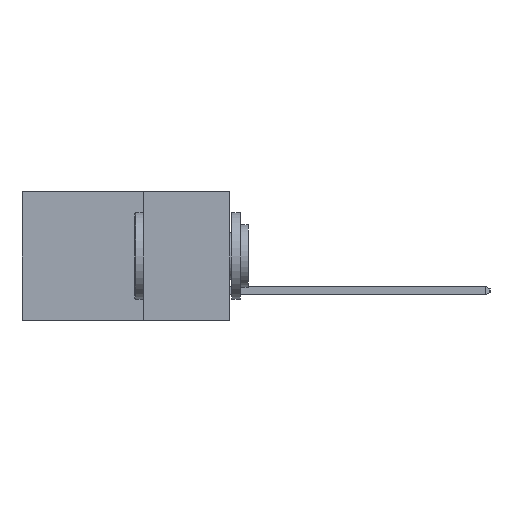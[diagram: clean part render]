
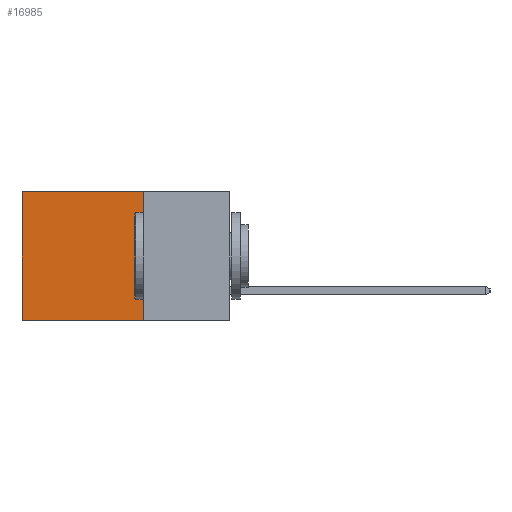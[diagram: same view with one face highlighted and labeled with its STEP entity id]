
A CAD part, left-side view. The second image highlights one B-rep face of the part: STEP entity #16985.
In plain terms, the highlighted planar face has unit normal (-1, 0, 0).
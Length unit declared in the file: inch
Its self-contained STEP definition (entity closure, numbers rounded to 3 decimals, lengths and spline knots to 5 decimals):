
#148 = VERTEX_POINT ( 'NONE', #1508 ) ;
#849 = EDGE_CURVE ( 'NONE', #16899, #148, #14185, .T. ) ;
#1042 = ORIENTED_EDGE ( 'NONE', *, *, #849, .F. ) ;
#1508 = CARTESIAN_POINT ( 'NONE',  ( 0.2615, 0.6, -0.37 ) ) ;
#1509 = LINE ( 'NONE', #17340, #8760 ) ;
#2548 = ORIENTED_EDGE ( 'NONE', *, *, #18447, .T. ) ;
#2662 = PLANE ( 'NONE',  #11490 ) ;
#2867 = VERTEX_POINT ( 'NONE', #10705 ) ;
#5832 = CARTESIAN_POINT ( 'NONE',  ( 0.2615, 0.25, -0.37 ) ) ;
#6506 = CARTESIAN_POINT ( 'NONE',  ( 0.2615, 0.25, -0.37 ) ) ;
#6644 = ORIENTED_EDGE ( 'NONE', *, *, #6783, .F. ) ;
#6783 = EDGE_CURVE ( 'NONE', #2867, #16899, #13078, .T. ) ;
#7370 = DIRECTION ( 'NONE',  ( 0., 0., -1. ) ) ;
#8606 = CARTESIAN_POINT ( 'NONE',  ( 0.2615, 0.25, -0.37 ) ) ;
#8760 = VECTOR ( 'NONE', #10247, 39.37008 ) ;
#9189 = VECTOR ( 'NONE', #16616, 39.37008 ) ;
#9915 = EDGE_CURVE ( 'NONE', #12442, #148, #1509, .T. ) ;
#10247 = DIRECTION ( 'NONE',  ( 0., 0., -1. ) ) ;
#10321 = EDGE_LOOP ( 'NONE', ( #15907, #1042, #6644, #2548 ) ) ;
#10333 = VECTOR ( 'NONE', #13261, 39.37008 ) ;
#10557 = VECTOR ( 'NONE', #14604, 39.37008 ) ;
#10705 = CARTESIAN_POINT ( 'NONE',  ( 0.2615, 0.25, 0. ) ) ;
#11490 = AXIS2_PLACEMENT_3D ( 'NONE', #5832, #16063, #7370 ) ;
#12442 = VERTEX_POINT ( 'NONE', #13554 ) ;
#13078 = LINE ( 'NONE', #15661, #9189 ) ;
#13179 = CARTESIAN_POINT ( 'NONE',  ( 0.2615, 0.25, 0. ) ) ;
#13261 = DIRECTION ( 'NONE',  ( 0., 1., 0. ) ) ;
#13554 = CARTESIAN_POINT ( 'NONE',  ( 0.2615, 0.6, 0. ) ) ;
#14185 = LINE ( 'NONE', #6506, #10333 ) ;
#14604 = DIRECTION ( 'NONE',  ( 0., 1., 0. ) ) ;
#15661 = CARTESIAN_POINT ( 'NONE',  ( 0.2615, 0.25, -0.37 ) ) ;
#15907 = ORIENTED_EDGE ( 'NONE', *, *, #9915, .T. ) ;
#16063 = DIRECTION ( 'NONE',  ( 1., 0., 0. ) ) ;
#16616 = DIRECTION ( 'NONE',  ( 0., 0., -1. ) ) ;
#16899 = VERTEX_POINT ( 'NONE', #8606 ) ;
#16985 = ADVANCED_FACE ( 'NONE', ( #17729 ), #2662, .F. ) ;
#17340 = CARTESIAN_POINT ( 'NONE',  ( 0.2615, 0.6, -0.37 ) ) ;
#17729 = FACE_OUTER_BOUND ( 'NONE', #10321, .T. ) ;
#18082 = LINE ( 'NONE', #13179, #10557 ) ;
#18447 = EDGE_CURVE ( 'NONE', #2867, #12442, #18082, .T. ) ;
